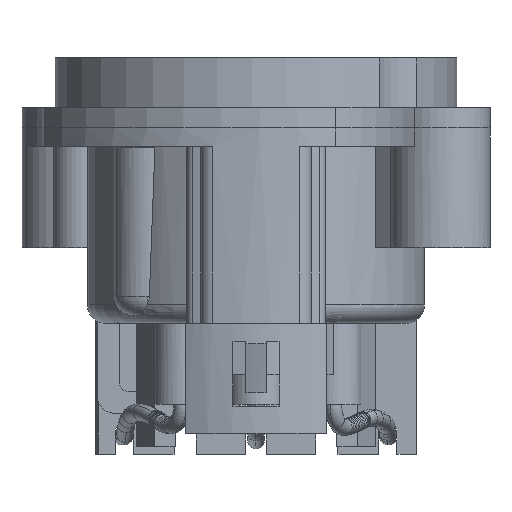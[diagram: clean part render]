
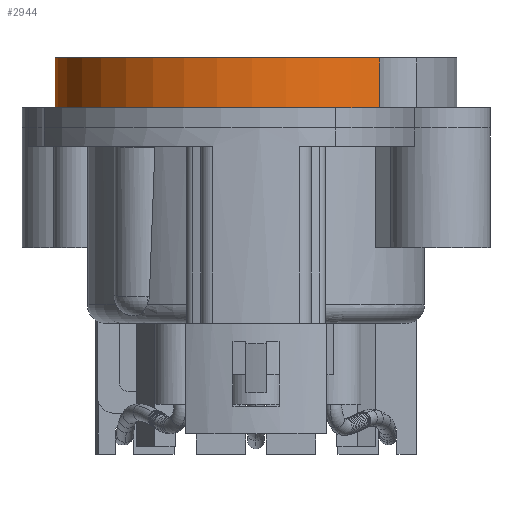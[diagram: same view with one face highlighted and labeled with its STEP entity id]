
A CAD part, front view. The second image highlights one B-rep face of the part: STEP entity #2944.
In plain terms, the highlighted cylindrical face has radius 10.9 mm (diameter 21.8 mm), a partial arc.
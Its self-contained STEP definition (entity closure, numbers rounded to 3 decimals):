
#303 = PLANE('',#304);
#304 = AXIS2_PLACEMENT_3D('',#305,#306,#307);
#305 = CARTESIAN_POINT('',(0.,0.,-3.2));
#306 = DIRECTION('',(0.,0.,1.));
#307 = DIRECTION('',(-1.,0.,0.));
#1050 = EDGE_CURVE('',#1051,#1053,#1055,.T.);
#1051 = VERTEX_POINT('',#1052);
#1052 = CARTESIAN_POINT('',(-8.481,6.847,-3.2));
#1053 = VERTEX_POINT('',#1054);
#1054 = CARTESIAN_POINT('',(6.718,-8.583,-3.2));
#1055 = SURFACE_CURVE('',#1056,(#1061,#1068),.PCURVE_S1.);
#1056 = CIRCLE('',#1057,10.9);
#1057 = AXIS2_PLACEMENT_3D('',#1058,#1059,#1060);
#1058 = CARTESIAN_POINT('',(0.,0.,-3.2));
#1059 = DIRECTION('',(0.,0.,1.));
#1060 = DIRECTION('',(1.,0.,0.));
#1061 = PCURVE('',#303,#1062);
#1062 = DEFINITIONAL_REPRESENTATION('',(#1063),#1067);
#1063 = CIRCLE('',#1064,10.9);
#1064 = AXIS2_PLACEMENT_2D('',#1065,#1066);
#1065 = CARTESIAN_POINT('',(0.,0.));
#1066 = DIRECTION('',(-1.,0.));
#1067 = ( GEOMETRIC_REPRESENTATION_CONTEXT(2) 
PARAMETRIC_REPRESENTATION_CONTEXT() REPRESENTATION_CONTEXT('2D SPACE',''
  ) );
#1068 = PCURVE('',#1069,#1074);
#1069 = CYLINDRICAL_SURFACE('',#1070,10.9);
#1070 = AXIS2_PLACEMENT_3D('',#1071,#1072,#1073);
#1071 = CARTESIAN_POINT('',(0.,0.,-0.4));
#1072 = DIRECTION('',(0.,0.,-1.));
#1073 = DIRECTION('',(1.,0.,0.));
#1074 = DEFINITIONAL_REPRESENTATION('',(#1075),#1079);
#1075 = LINE('',#1076,#1077);
#1076 = CARTESIAN_POINT('',(6.283,2.8));
#1077 = VECTOR('',#1078,1.);
#1078 = DIRECTION('',(-1.,0.));
#1079 = ( GEOMETRIC_REPRESENTATION_CONTEXT(2) 
PARAMETRIC_REPRESENTATION_CONTEXT() REPRESENTATION_CONTEXT('2D SPACE',''
  ) );
#1102 = CYLINDRICAL_SURFACE('',#1103,3.5);
#1103 = AXIS2_PLACEMENT_3D('',#1104,#1105,#1106);
#1104 = CARTESIAN_POINT('',(-10.,10.,-3.2));
#1105 = DIRECTION('',(0.,0.,1.));
#1106 = DIRECTION('',(-1.,0.,0.));
#1191 = CYLINDRICAL_SURFACE('',#1192,3.5);
#1192 = AXIS2_PLACEMENT_3D('',#1193,#1194,#1195);
#1193 = CARTESIAN_POINT('',(10.,-9.8,-3.2));
#1194 = DIRECTION('',(0.,0.,1.));
#1195 = DIRECTION('',(-1.,0.,0.));
#2535 = PLANE('',#2536);
#2536 = AXIS2_PLACEMENT_3D('',#2537,#2538,#2539);
#2537 = CARTESIAN_POINT('',(0.,0.,-0.5));
#2538 = DIRECTION('',(0.,0.,1.));
#2539 = DIRECTION('',(-1.,0.,0.));
#2747 = VERTEX_POINT('',#2748);
#2748 = CARTESIAN_POINT('',(-8.481,6.847,-0.5));
#2774 = EDGE_CURVE('',#2747,#2775,#2777,.T.);
#2775 = VERTEX_POINT('',#2776);
#2776 = CARTESIAN_POINT('',(6.718,-8.583,-0.5));
#2777 = SURFACE_CURVE('',#2778,(#2783,#2790),.PCURVE_S1.);
#2778 = CIRCLE('',#2779,10.9);
#2779 = AXIS2_PLACEMENT_3D('',#2780,#2781,#2782);
#2780 = CARTESIAN_POINT('',(0.,0.,-0.5));
#2781 = DIRECTION('',(0.,0.,1.));
#2782 = DIRECTION('',(1.,0.,0.));
#2783 = PCURVE('',#2535,#2784);
#2784 = DEFINITIONAL_REPRESENTATION('',(#2785),#2789);
#2785 = CIRCLE('',#2786,10.9);
#2786 = AXIS2_PLACEMENT_2D('',#2787,#2788);
#2787 = CARTESIAN_POINT('',(0.,0.));
#2788 = DIRECTION('',(-1.,0.));
#2789 = ( GEOMETRIC_REPRESENTATION_CONTEXT(2) 
PARAMETRIC_REPRESENTATION_CONTEXT() REPRESENTATION_CONTEXT('2D SPACE',''
  ) );
#2790 = PCURVE('',#1069,#2791);
#2791 = DEFINITIONAL_REPRESENTATION('',(#2792),#2796);
#2792 = LINE('',#2793,#2794);
#2793 = CARTESIAN_POINT('',(6.283,0.1));
#2794 = VECTOR('',#2795,1.);
#2795 = DIRECTION('',(-1.,0.));
#2796 = ( GEOMETRIC_REPRESENTATION_CONTEXT(2) 
PARAMETRIC_REPRESENTATION_CONTEXT() REPRESENTATION_CONTEXT('2D SPACE',''
  ) );
#2944 = ADVANCED_FACE('',(#2945),#1069,.T.);
#2945 = FACE_BOUND('',#2946,.T.);
#2946 = EDGE_LOOP('',(#2947,#2968,#2969,#2990));
#2947 = ORIENTED_EDGE('',*,*,#2948,.F.);
#2948 = EDGE_CURVE('',#1051,#2747,#2949,.T.);
#2949 = SURFACE_CURVE('',#2950,(#2954,#2961),.PCURVE_S1.);
#2950 = LINE('',#2951,#2952);
#2951 = CARTESIAN_POINT('',(-8.481,6.847,-1.85));
#2952 = VECTOR('',#2953,1.);
#2953 = DIRECTION('',(0.,0.,1.));
#2954 = PCURVE('',#1069,#2955);
#2955 = DEFINITIONAL_REPRESENTATION('',(#2956),#2960);
#2956 = LINE('',#2957,#2958);
#2957 = CARTESIAN_POINT('',(3.821,1.45));
#2958 = VECTOR('',#2959,1.);
#2959 = DIRECTION('',(0.,-1.));
#2960 = ( GEOMETRIC_REPRESENTATION_CONTEXT(2) 
PARAMETRIC_REPRESENTATION_CONTEXT() REPRESENTATION_CONTEXT('2D SPACE',''
  ) );
#2961 = PCURVE('',#1102,#2962);
#2962 = DEFINITIONAL_REPRESENTATION('',(#2963),#2967);
#2963 = LINE('',#2964,#2965);
#2964 = CARTESIAN_POINT('',(2.02,1.35));
#2965 = VECTOR('',#2966,1.);
#2966 = DIRECTION('',(0.,1.));
#2967 = ( GEOMETRIC_REPRESENTATION_CONTEXT(2) 
PARAMETRIC_REPRESENTATION_CONTEXT() REPRESENTATION_CONTEXT('2D SPACE',''
  ) );
#2968 = ORIENTED_EDGE('',*,*,#1050,.T.);
#2969 = ORIENTED_EDGE('',*,*,#2970,.F.);
#2970 = EDGE_CURVE('',#2775,#1053,#2971,.T.);
#2971 = SURFACE_CURVE('',#2972,(#2976,#2983),.PCURVE_S1.);
#2972 = LINE('',#2973,#2974);
#2973 = CARTESIAN_POINT('',(6.718,-8.583,-1.85));
#2974 = VECTOR('',#2975,1.);
#2975 = DIRECTION('',(0.,0.,-1.));
#2976 = PCURVE('',#1069,#2977);
#2977 = DEFINITIONAL_REPRESENTATION('',(#2978),#2982);
#2978 = LINE('',#2979,#2980);
#2979 = CARTESIAN_POINT('',(0.907,1.45));
#2980 = VECTOR('',#2981,1.);
#2981 = DIRECTION('',(0.,1.));
#2982 = ( GEOMETRIC_REPRESENTATION_CONTEXT(2) 
PARAMETRIC_REPRESENTATION_CONTEXT() REPRESENTATION_CONTEXT('2D SPACE',''
  ) );
#2983 = PCURVE('',#1191,#2984);
#2984 = DEFINITIONAL_REPRESENTATION('',(#2985),#2989);
#2985 = LINE('',#2986,#2987);
#2986 = CARTESIAN_POINT('',(5.928,1.35));
#2987 = VECTOR('',#2988,1.);
#2988 = DIRECTION('',(0.,-1.));
#2989 = ( GEOMETRIC_REPRESENTATION_CONTEXT(2) 
PARAMETRIC_REPRESENTATION_CONTEXT() REPRESENTATION_CONTEXT('2D SPACE',''
  ) );
#2990 = ORIENTED_EDGE('',*,*,#2774,.F.);
